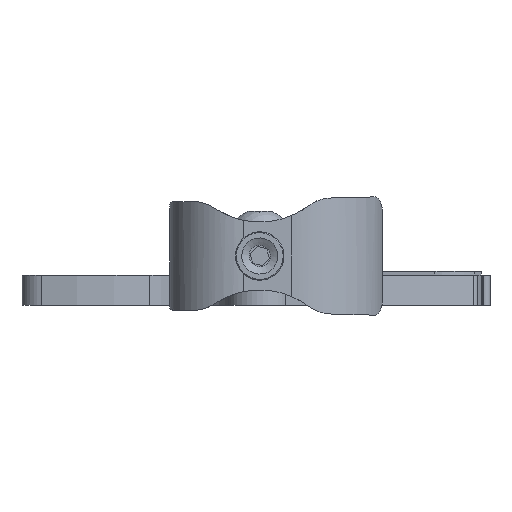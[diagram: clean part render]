
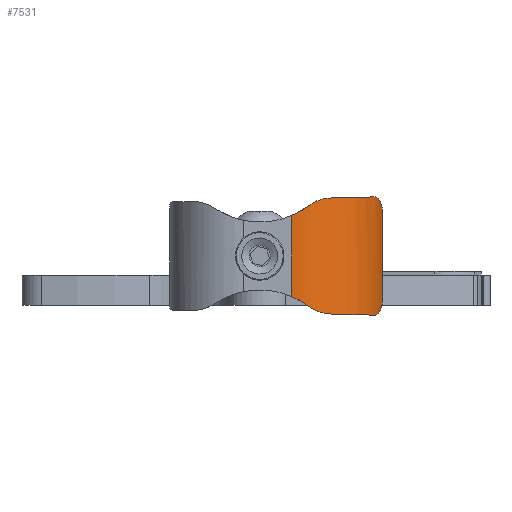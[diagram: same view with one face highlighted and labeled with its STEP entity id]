
A CAD part, left-side view. The second image highlights one B-rep face of the part: STEP entity #7531.
In plain terms, the highlighted cylindrical face has radius 22.225 mm (diameter 44.45 mm), a partial arc.
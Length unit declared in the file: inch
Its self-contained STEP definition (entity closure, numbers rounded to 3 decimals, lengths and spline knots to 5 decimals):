
#12 = AXIS2_PLACEMENT_3D ( 'NONE', #7875, #7876, #7874 ) ;
#127 = EDGE_LOOP ( 'NONE', ( #3586, #3587, #3588, #3589, #3590, #3591, #3592, #3593, #3594, #3595 ) ) ;
#156 = CARTESIAN_POINT ( 'NONE',  ( 0.08114, -0.66297, -0.53799 ) ) ;
#160 = CARTESIAN_POINT ( 'NONE',  ( 0.01354, -0.44832, 0.46374 ) ) ;
#167 = CARTESIAN_POINT ( 'NONE',  ( 0.08114, -0.66297, 0.53799 ) ) ;
#221 = CARTESIAN_POINT ( 'NONE',  ( 0., -0.295, -0.37545 ) ) ;
#243 = CARTESIAN_POINT ( 'NONE',  ( 0.01354, -0.44832, -0.46374 ) ) ;
#246 = CARTESIAN_POINT ( 'NONE',  ( 0., -0.295, 0.37545 ) ) ;
#1046 = B_SPLINE_CURVE_WITH_KNOTS ( 'NONE', 3,
 ( #4906, #4907, #4912, #4913, #4914, #4915 ),
 .UNSPECIFIED., .F., .F.,
 ( 4, 2, 4 ),
 ( 0., 0.00305, 0.0061 ),
 .UNSPECIFIED. ) ;
#1056 = B_SPLINE_CURVE_WITH_KNOTS ( 'NONE', 3,
 ( #4911, #4921, #4926, #4927 ),
 .UNSPECIFIED., .F., .F.,
 ( 4, 4 ),
 ( 0., 0.00451 ),
 .UNSPECIFIED. ) ;
#1063 =( BOUNDED_CURVE ( )  B_SPLINE_CURVE ( 3, ( #4916, #4917, #4922, #4923 ),
 .UNSPECIFIED., .F., .F. ) 
 B_SPLINE_CURVE_WITH_KNOTS ( ( 4, 4 ),
 ( 2.00484, 2.65685 ),
 .UNSPECIFIED. ) 
 CURVE ( )  GEOMETRIC_REPRESENTATION_ITEM ( )  RATIONAL_B_SPLINE_CURVE ( ( 1., 0.965, 0.965, 1. ) ) 
 REPRESENTATION_ITEM ( '' )  );
#1378 = VERTEX_POINT ( 'NONE', #243 ) ;
#1383 = VERTEX_POINT ( 'NONE', #167 ) ;
#1384 = VERTEX_POINT ( 'NONE', #221 ) ;
#1385 = VERTEX_POINT ( 'NONE', #156 ) ;
#1387 = VERTEX_POINT ( 'NONE', #246 ) ;
#1392 = VERTEX_POINT ( 'NONE', #160 ) ;
#2034 = CARTESIAN_POINT ( 'NONE',  ( 0., -0.34992, -0.39895 ) ) ;
#2035 = CARTESIAN_POINT ( 'NONE',  ( 0.61542, -1.13071, 0.46522 ) ) ;
#2036 = CARTESIAN_POINT ( 'NONE',  ( 0.5905, -1.12256, 0.49102 ) ) ;
#2037 = CARTESIAN_POINT ( 'NONE',  ( 0.57655, -1.11768, 0.50264 ) ) ;
#2038 = CARTESIAN_POINT ( 'NONE',  ( 0.54735, -1.10649, 0.522 ) ) ;
#2039 = CARTESIAN_POINT ( 'NONE',  ( 0.532, -1.10016, 0.5299 ) ) ;
#2040 = CARTESIAN_POINT ( 'NONE',  ( 0.49989, -1.08571, 0.54208 ) ) ;
#2041 = CARTESIAN_POINT ( 'NONE',  ( 0.48364, -1.07782, 0.54616 ) ) ;
#2042 = CARTESIAN_POINT ( 'NONE',  ( 0.46727, -1.0692, 0.54829 ) ) ;
#2045 = CARTESIAN_POINT ( 'NONE',  ( 0.00511, -0.40095, -0.42842 ) ) ;
#2046 = CARTESIAN_POINT ( 'NONE',  ( 0.01354, -0.44832, -0.46374 ) ) ;
#2047 = CARTESIAN_POINT ( 'NONE',  ( 0.29596, -0.97897, 0.546 ) ) ;
#2055 = CARTESIAN_POINT ( 'NONE',  ( 0.46727, -1.0692, 0.54829 ) ) ;
#2059 = CARTESIAN_POINT ( 'NONE',  ( 0.16256, -0.83864, 0.54244 ) ) ;
#2060 = CARTESIAN_POINT ( 'NONE',  ( 0.08114, -0.66297, 0.53799 ) ) ;
#2097 = CARTESIAN_POINT ( 'NONE',  ( 0.06408, -0.62618, 0.53706 ) ) ;
#2098 = CARTESIAN_POINT ( 'NONE',  ( 0.08114, -0.66297, 0.53799 ) ) ;
#2103 = CARTESIAN_POINT ( 'NONE',  ( 0.05005, -0.58922, 0.53082 ) ) ;
#2104 = CARTESIAN_POINT ( 'NONE',  ( 0.03304, -0.53394, 0.51213 ) ) ;
#2105 = CARTESIAN_POINT ( 'NONE',  ( 0.02816, -0.51593, 0.50444 ) ) ;
#2106 = CARTESIAN_POINT ( 'NONE',  ( 0.01986, -0.4812, 0.48626 ) ) ;
#2107 = CARTESIAN_POINT ( 'NONE',  ( 0.0164, -0.46443, 0.47575 ) ) ;
#2108 = CARTESIAN_POINT ( 'NONE',  ( 0.01354, -0.44832, 0.46374 ) ) ;
#2448 = CARTESIAN_POINT ( 'NONE',  ( 0.63625, -1.1368, 0. ) ) ;
#2457 = DIRECTION ( 'NONE',  ( 0., 0., 1. ) ) ;
#2460 = CARTESIAN_POINT ( 'NONE',  ( 0.63625, -1.1368, 0.4353 ) ) ;
#2467 = CARTESIAN_POINT ( 'NONE',  ( 0.62656, -1.13405, 0.45096 ) ) ;
#2474 = CARTESIAN_POINT ( 'NONE',  ( 0., -0.295, -0.37545 ) ) ;
#2490 = LINE ( 'NONE', #2448, #2492 ) ;
#2492 = VECTOR ( 'NONE', #2457, 39.37008 ) ;
#2522 = LINE ( 'NONE', #6629, #2531 ) ;
#2531 = VECTOR ( 'NONE', #6635, 39.37008 ) ;
#2843 = VERTEX_POINT ( 'NONE', #6246 ) ;
#3200 = VERTEX_POINT ( 'NONE', #6330 ) ;
#3204 = VERTEX_POINT ( 'NONE', #6332 ) ;
#3318 = VERTEX_POINT ( 'NONE', #6456 ) ;
#3586 = ORIENTED_EDGE ( 'NONE', *, *, #5473, .T. ) ;
#3587 = ORIENTED_EDGE ( 'NONE', *, *, #5431, .T. ) ;
#3588 = ORIENTED_EDGE ( 'NONE', *, *, #5434, .T. ) ;
#3589 = ORIENTED_EDGE ( 'NONE', *, *, #5439, .T. ) ;
#3590 = ORIENTED_EDGE ( 'NONE', *, *, #5450, .T. ) ;
#3591 = ORIENTED_EDGE ( 'NONE', *, *, #5510, .T. ) ;
#3592 = ORIENTED_EDGE ( 'NONE', *, *, #5481, .T. ) ;
#3593 = ORIENTED_EDGE ( 'NONE', *, *, #5435, .T. ) ;
#3594 = ORIENTED_EDGE ( 'NONE', *, *, #5507, .T. ) ;
#3595 = ORIENTED_EDGE ( 'NONE', *, *, #5509, .T. ) ;
#4906 = CARTESIAN_POINT ( 'NONE',  ( 0.01354, -0.44832, -0.46374 ) ) ;
#4907 = CARTESIAN_POINT ( 'NONE',  ( 0.01927, -0.48054, -0.48777 ) ) ;
#4911 = CARTESIAN_POINT ( 'NONE',  ( 0.01354, -0.44832, 0.46374 ) ) ;
#4912 = CARTESIAN_POINT ( 'NONE',  ( 0.02732, -0.51533, -0.50582 ) ) ;
#4913 = CARTESIAN_POINT ( 'NONE',  ( 0.05001, -0.58911, -0.5308 ) ) ;
#4914 = CARTESIAN_POINT ( 'NONE',  ( 0.06408, -0.62618, -0.53706 ) ) ;
#4915 = CARTESIAN_POINT ( 'NONE',  ( 0.08114, -0.66297, -0.53799 ) ) ;
#4916 = CARTESIAN_POINT ( 'NONE',  ( 0.08114, -0.66297, -0.53799 ) ) ;
#4917 = CARTESIAN_POINT ( 'NONE',  ( 0.16256, -0.83864, -0.54244 ) ) ;
#4921 = CARTESIAN_POINT ( 'NONE',  ( 0.00511, -0.40095, 0.42842 ) ) ;
#4922 = CARTESIAN_POINT ( 'NONE',  ( 0.29596, -0.97897, -0.546 ) ) ;
#4923 = CARTESIAN_POINT ( 'NONE',  ( 0.46727, -1.0692, -0.54829 ) ) ;
#4926 = CARTESIAN_POINT ( 'NONE',  ( 0., -0.34992, 0.39895 ) ) ;
#4927 = CARTESIAN_POINT ( 'NONE',  ( 0., -0.295, 0.37545 ) ) ;
#5431 = EDGE_CURVE ( 'NONE', #3318, #3200, #2490, .T. ) ;
#5434 = EDGE_CURVE ( 'NONE', #3200, #3204, #6909, .T. ) ;
#5435 = EDGE_CURVE ( 'NONE', #1384, #1378, #6922, .T. ) ;
#5439 = EDGE_CURVE ( 'NONE', #3204, #1383, #6886, .T. ) ;
#5450 = EDGE_CURVE ( 'NONE', #1383, #1392, #6903, .T. ) ;
#5473 = EDGE_CURVE ( 'NONE', #2843, #3318, #6898, .T. ) ;
#5481 = EDGE_CURVE ( 'NONE', #1387, #1384, #2522, .T. ) ;
#5507 = EDGE_CURVE ( 'NONE', #1378, #1385, #1046, .T. ) ;
#5509 = EDGE_CURVE ( 'NONE', #1385, #2843, #1063, .T. ) ;
#5510 = EDGE_CURVE ( 'NONE', #1392, #1387, #1056, .T. ) ;
#5906 = FACE_OUTER_BOUND ( 'NONE', #127, .T. ) ;
#5911 = CYLINDRICAL_SURFACE ( 'NONE', #12, 0.875 ) ;
#6246 = CARTESIAN_POINT ( 'NONE',  ( 0.46727, -1.0692, -0.54829 ) ) ;
#6330 = CARTESIAN_POINT ( 'NONE',  ( 0.63625, -1.1368, 0.4353 ) ) ;
#6332 = CARTESIAN_POINT ( 'NONE',  ( 0.46727, -1.0692, 0.54829 ) ) ;
#6456 = CARTESIAN_POINT ( 'NONE',  ( 0.63625, -1.1368, -0.4353 ) ) ;
#6586 = CARTESIAN_POINT ( 'NONE',  ( 0.46727, -1.0692, -0.54829 ) ) ;
#6587 = CARTESIAN_POINT ( 'NONE',  ( 0.48364, -1.07782, -0.54616 ) ) ;
#6592 = CARTESIAN_POINT ( 'NONE',  ( 0.49978, -1.08566, -0.5421 ) ) ;
#6593 = CARTESIAN_POINT ( 'NONE',  ( 0.53149, -1.09994, -0.53012 ) ) ;
#6595 = CARTESIAN_POINT ( 'NONE',  ( 0.5472, -1.10643, -0.52208 ) ) ;
#6596 = CARTESIAN_POINT ( 'NONE',  ( 0.57641, -1.11763, -0.50274 ) ) ;
#6598 = CARTESIAN_POINT ( 'NONE',  ( 0.59011, -1.12243, -0.49139 ) ) ;
#6600 = CARTESIAN_POINT ( 'NONE',  ( 0.61536, -1.1307, -0.46531 ) ) ;
#6601 = CARTESIAN_POINT ( 'NONE',  ( 0.62656, -1.13405, -0.45096 ) ) ;
#6602 = CARTESIAN_POINT ( 'NONE',  ( 0.63625, -1.1368, -0.4353 ) ) ;
#6629 = CARTESIAN_POINT ( 'NONE',  ( 0., -0.295, 0. ) ) ;
#6635 = DIRECTION ( 'NONE',  ( 0., 0., -1. ) ) ;
#6886 =( BOUNDED_CURVE ( )  B_SPLINE_CURVE ( 3, ( #2055, #2047, #2059, #2060 ),
 .UNSPECIFIED., .F., .T. ) 
 B_SPLINE_CURVE_WITH_KNOTS ( ( 4, 4 ),
 ( 0.48474, 1.13676 ),
 .UNSPECIFIED. ) 
 CURVE ( )  GEOMETRIC_REPRESENTATION_ITEM ( )  RATIONAL_B_SPLINE_CURVE ( ( 1., 0.965, 0.965, 1. ) ) 
 REPRESENTATION_ITEM ( '' )  );
#6898 = B_SPLINE_CURVE_WITH_KNOTS ( 'NONE', 3,
 ( #6586, #6587, #6592, #6593, #6595, #6596, #6598, #6600, #6601, #6602 ),
 .UNSPECIFIED., .F., .F.,
 ( 4, 2, 2, 2, 4 ),
 ( 0., 0.0014, 0.0028, 0.0042, 0.0056 ),
 .UNSPECIFIED. ) ;
#6903 = B_SPLINE_CURVE_WITH_KNOTS ( 'NONE', 3,
 ( #2098, #2097, #2103, #2104, #2105, #2106, #2107, #2108 ),
 .UNSPECIFIED., .F., .F.,
 ( 4, 2, 2, 4 ),
 ( 0., 0.00305, 0.00457, 0.0061 ),
 .UNSPECIFIED. ) ;
#6909 = B_SPLINE_CURVE_WITH_KNOTS ( 'NONE', 3,
 ( #2460, #2467, #2035, #2036, #2037, #2038, #2039, #2040, #2041, #2042 ),
 .UNSPECIFIED., .F., .F.,
 ( 4, 2, 2, 2, 4 ),
 ( 0., 0.0014, 0.0028, 0.0042, 0.0056 ),
 .UNSPECIFIED. ) ;
#6922 = B_SPLINE_CURVE_WITH_KNOTS ( 'NONE', 3,
 ( #2474, #2034, #2045, #2046 ),
 .UNSPECIFIED., .F., .F.,
 ( 4, 4 ),
 ( 0., 0.00451 ),
 .UNSPECIFIED. ) ;
#7531 = ADVANCED_FACE ( 'NONE', ( #5906 ), #5911, .T. ) ;
#7874 = DIRECTION ( 'NONE',  ( 1., 0., 0. ) ) ;
#7875 = CARTESIAN_POINT ( 'NONE',  ( 0.875, -0.295, 0. ) ) ;
#7876 = DIRECTION ( 'NONE',  ( 0., 0., 1. ) ) ;
